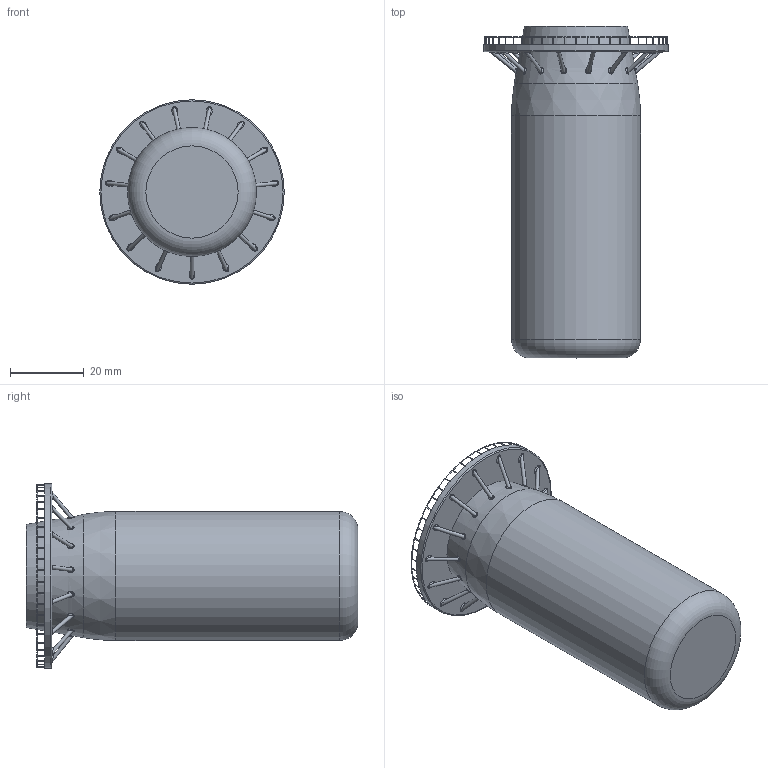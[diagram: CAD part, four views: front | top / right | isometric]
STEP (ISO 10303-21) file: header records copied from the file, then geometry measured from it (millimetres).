
FILE_DESCRIPTION(/* description */ (''),/* implementation_level */ '2;1');
FILE_NAME(/* name */ 'Buoy.step',/* time_stamp */ '2019-04-02T16:53:40+02:00',/* author */ ('sindresh'),/* organization */ (''),/* preprocessor_version */ 'ST-DEVELOPER v17.2',/* originating_system */ 'Autodesk Translation Framework v7.6.0.251',/* authorisation */ '');
FILE_SCHEMA (('AUTOMOTIVE_DESIGN { 1 0 10303 214 3 1 1 }'));
Length unit declared in the file: millimetre
Products named in the file (1): Buoy
Bounding box: 50 x 90 x 50 mm (x, y, z)
Volume: 84975.3 mm3; surface area: 14133 mm2
Topology: 1 solids, 1 shells, 158 faces, 515 edges, 311 vertices
Faces by surface type: cylinder 67, plane 54, bspline 31, torus 4, cone 2
Full cylindrical faces by diameter (mm): 0.2 x50, 1 x15, 35 x1, 50 x1
Entity records: 11862 total; most frequent: CARTESIAN_POINT 7237, ORIENTED_EDGE 1030, DIRECTION 925, EDGE_CURVE 515, AXIS2_PLACEMENT_3D 428, VERTEX_POINT 311, CIRCLE 255, EDGE_LOOP 240
